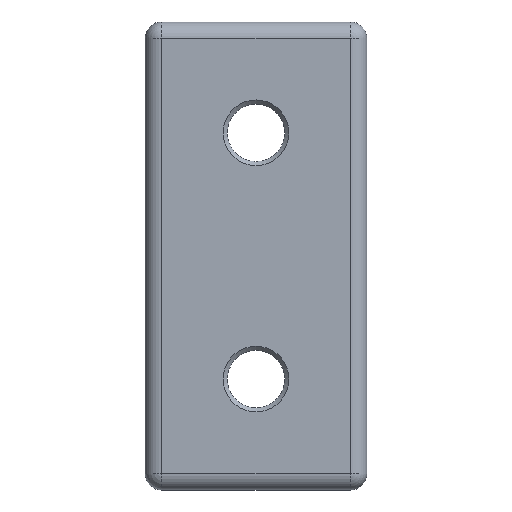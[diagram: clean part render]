
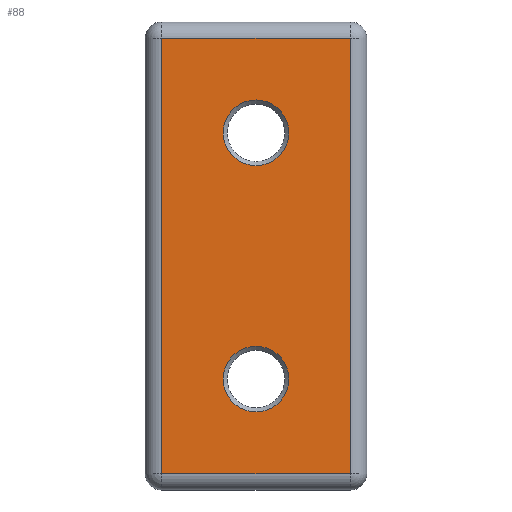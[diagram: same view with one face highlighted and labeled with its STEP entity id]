
A CAD part, top view. The second image highlights one B-rep face of the part: STEP entity #88.
In plain terms, the highlighted planar face has unit normal (0, 0, 1).
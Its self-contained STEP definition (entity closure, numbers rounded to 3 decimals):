
#88 = ADVANCED_FACE( '', ( #178, #179, #180 ), #181, .T. );
#178 = FACE_OUTER_BOUND( '', #267, .T. );
#179 = FACE_BOUND( '', #268, .T. );
#180 = FACE_BOUND( '', #269, .T. );
#181 = PLANE( '', #270 );
#267 = EDGE_LOOP( '', ( #431, #432, #433, #434 ) );
#268 = EDGE_LOOP( '', ( #435 ) );
#269 = EDGE_LOOP( '', ( #436 ) );
#270 = AXIS2_PLACEMENT_3D( '', #437, #438, #439 );
#431 = ORIENTED_EDGE( '', *, *, #479, .T. );
#432 = ORIENTED_EDGE( '', *, *, #507, .T. );
#433 = ORIENTED_EDGE( '', *, *, #509, .T. );
#434 = ORIENTED_EDGE( '', *, *, #530, .T. );
#435 = ORIENTED_EDGE( '', *, *, #489, .F. );
#436 = ORIENTED_EDGE( '', *, *, #528, .T. );
#437 = CARTESIAN_POINT( '', ( -11.5, 26.5, 5. ) );
#438 = DIRECTION( '', ( 0., 0., 1. ) );
#439 = DIRECTION( '', ( 1., 0., 0. ) );
#479 = EDGE_CURVE( '', #549, #554, #556, .T. );
#489 = EDGE_CURVE( '', #570, #570, #571, .T. );
#507 = EDGE_CURVE( '', #554, #578, #596, .T. );
#509 = EDGE_CURVE( '', #578, #540, #598, .T. );
#528 = EDGE_CURVE( '', #623, #623, #624, .T. );
#530 = EDGE_CURVE( '', #540, #549, #626, .T. );
#540 = VERTEX_POINT( '', #636 );
#549 = VERTEX_POINT( '', #645 );
#554 = VERTEX_POINT( '', #651 );
#556 = LINE( '', #653, #654 );
#570 = VERTEX_POINT( '', #670 );
#571 = CIRCLE( '', #671, 4. );
#578 = VERTEX_POINT( '', #678 );
#596 = LINE( '', #701, #702 );
#598 = LINE( '', #704, #705 );
#623 = VERTEX_POINT( '', #737 );
#624 = CIRCLE( '', #738, 4. );
#626 = LINE( '', #740, #741 );
#636 = CARTESIAN_POINT( '', ( -11.5, -26.5, 5. ) );
#645 = CARTESIAN_POINT( '', ( 11.5, -26.5, 5. ) );
#651 = CARTESIAN_POINT( '', ( 11.5, 26.5, 5. ) );
#653 = CARTESIAN_POINT( '', ( 11.5, 26.5, 5. ) );
#654 = VECTOR( '', #770, 1000. );
#670 = CARTESIAN_POINT( '', ( 4., -15., 5. ) );
#671 = AXIS2_PLACEMENT_3D( '', #785, #786, #787 );
#678 = CARTESIAN_POINT( '', ( -11.5, 26.5, 5. ) );
#701 = CARTESIAN_POINT( '', ( -11.5, 26.5, 5. ) );
#702 = VECTOR( '', #811, 1000. );
#704 = CARTESIAN_POINT( '', ( -11.5, -26.5, 5. ) );
#705 = VECTOR( '', #812, 1000. );
#737 = CARTESIAN_POINT( '', ( -4., 15., 5. ) );
#738 = AXIS2_PLACEMENT_3D( '', #835, #836, #837 );
#740 = CARTESIAN_POINT( '', ( 11.5, -26.5, 5. ) );
#741 = VECTOR( '', #838, 1000. );
#770 = DIRECTION( '', ( 0., 1., 0. ) );
#785 = CARTESIAN_POINT( '', ( 0., -15., 5. ) );
#786 = DIRECTION( '', ( 0., 0., 1. ) );
#787 = DIRECTION( '', ( 1., 0., 0. ) );
#811 = DIRECTION( '', ( -1., 0., 0. ) );
#812 = DIRECTION( '', ( 0., -1., 0. ) );
#835 = CARTESIAN_POINT( '', ( 0., 15., 5. ) );
#836 = DIRECTION( '', ( 0., 0., -1. ) );
#837 = DIRECTION( '', ( -1., 0., 0. ) );
#838 = DIRECTION( '', ( 1., 0., 0. ) );
